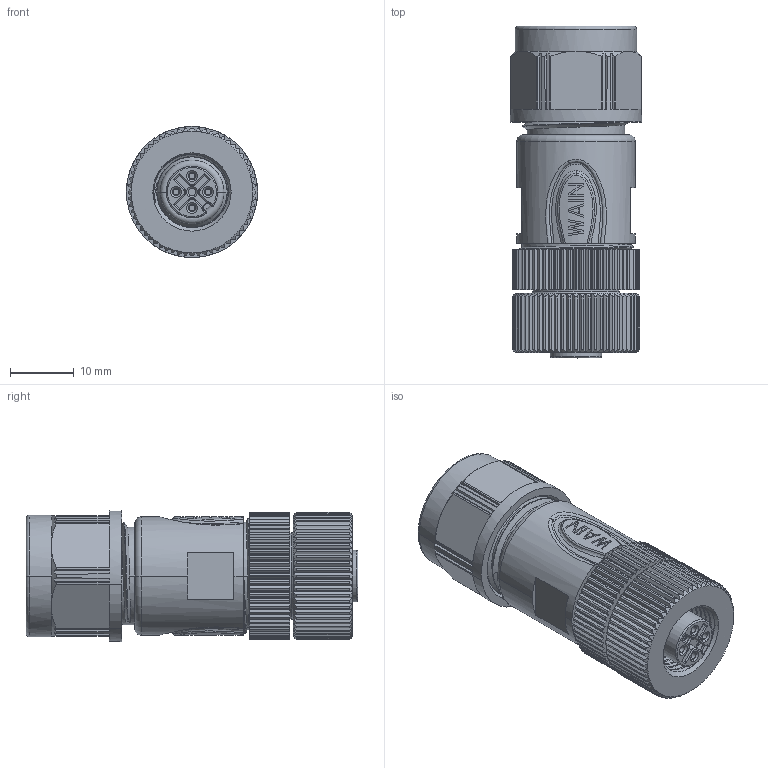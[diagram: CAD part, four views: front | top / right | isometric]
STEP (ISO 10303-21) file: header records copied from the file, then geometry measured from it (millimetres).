
FILE_DESCRIPTION((''),'2;1');
FILE_NAME('3D_1630044233505_M12P-FST04A-T-','2024-03-18T',('12262'),(''),'PRO/ENGINEER BY PARAMETRIC TECHNOLOGY CORPORATION, 2012480','PRO/ENGINEER BY PARAMETRIC TECHNOLOGY CORPORATION, 2012480','');
FILE_SCHEMA(('CONFIG_CONTROL_DESIGN'));
Length unit declared in the file: millimetre
Products named in the file (1): 3D_1630044233505_M12P-FST04A-T-
Bounding box: 20.5 x 51.9 x 20.49 mm (x, y, z)
Volume: 13249 mm3; surface area: 9077.1 mm2
Topology: 1 solids, 8 shells, 1513 faces, 4297 edges, 2799 vertices
Faces by surface type: plane 650, cylinder 469, cone 279, bspline 59, torus 49, extrusion 5, sphere 2
Entity records: 67031 total; most frequent: CARTESIAN_POINT 29490, ORIENTED_EDGE 8590, DIRECTION 6988, EDGE_CURVE 4295, VERTEX_POINT 2799, AXIS2_PLACEMENT_3D 2667, VECTOR 1654, LINE 1649
